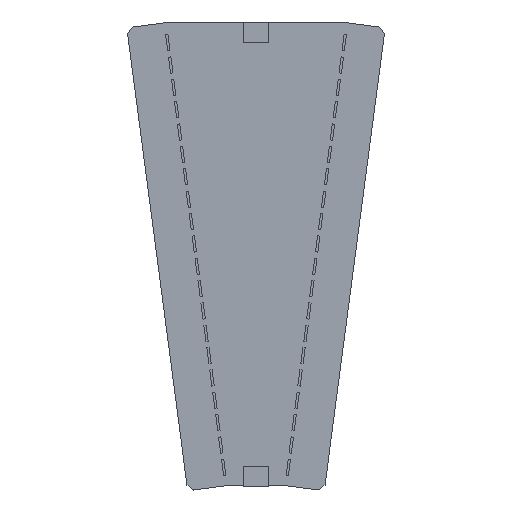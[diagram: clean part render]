
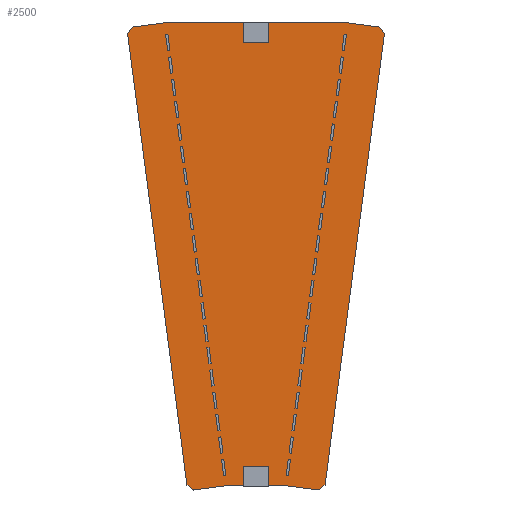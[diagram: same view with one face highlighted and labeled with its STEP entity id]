
A CAD part, top view. The second image highlights one B-rep face of the part: STEP entity #2500.
In plain terms, the highlighted planar face has unit normal (0, 0, 1).
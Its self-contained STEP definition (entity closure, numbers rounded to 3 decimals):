
#156=FACE_OUTER_BOUND('',#266,.T.);
#266=EDGE_LOOP('',(#2091,#2092,#2093,#2094,#2095,#2096,#2097,#2098,#2099,
#2100,#2101,#2102));
#483=LINE('',#3807,#876);
#487=LINE('',#3815,#880);
#490=LINE('',#3821,#883);
#493=LINE('',#3827,#886);
#496=LINE('',#3833,#889);
#499=LINE('',#3839,#892);
#502=LINE('',#3845,#895);
#505=LINE('',#3851,#898);
#508=LINE('',#3857,#901);
#511=LINE('',#3863,#904);
#514=LINE('',#3869,#907);
#517=LINE('',#3874,#910);
#876=VECTOR('',#3072,1.);
#880=VECTOR('',#3078,1.);
#883=VECTOR('',#3083,1.);
#886=VECTOR('',#3088,1.);
#889=VECTOR('',#3093,1.);
#892=VECTOR('',#3098,1.);
#895=VECTOR('',#3103,1.);
#898=VECTOR('',#3108,1.);
#901=VECTOR('',#3113,1.);
#904=VECTOR('',#3118,1.);
#907=VECTOR('',#3123,1.);
#910=VECTOR('',#3128,1.);
#1269=VERTEX_POINT('',#3805);
#1270=VERTEX_POINT('',#3806);
#1273=VERTEX_POINT('',#3814);
#1275=VERTEX_POINT('',#3820);
#1277=VERTEX_POINT('',#3826);
#1279=VERTEX_POINT('',#3832);
#1281=VERTEX_POINT('',#3838);
#1283=VERTEX_POINT('',#3844);
#1285=VERTEX_POINT('',#3850);
#1287=VERTEX_POINT('',#3856);
#1289=VERTEX_POINT('',#3862);
#1291=VERTEX_POINT('',#3868);
#1638=EDGE_CURVE('',#1269,#1270,#483,.T.);
#1642=EDGE_CURVE('',#1273,#1269,#487,.T.);
#1645=EDGE_CURVE('',#1275,#1273,#490,.T.);
#1648=EDGE_CURVE('',#1277,#1275,#493,.T.);
#1651=EDGE_CURVE('',#1279,#1277,#496,.T.);
#1654=EDGE_CURVE('',#1281,#1279,#499,.T.);
#1657=EDGE_CURVE('',#1283,#1281,#502,.T.);
#1660=EDGE_CURVE('',#1285,#1283,#505,.T.);
#1663=EDGE_CURVE('',#1287,#1285,#508,.T.);
#1666=EDGE_CURVE('',#1289,#1287,#511,.T.);
#1669=EDGE_CURVE('',#1291,#1289,#514,.T.);
#1672=EDGE_CURVE('',#1270,#1291,#517,.T.);
#2091=ORIENTED_EDGE('',*,*,#1672,.F.);
#2092=ORIENTED_EDGE('',*,*,#1638,.F.);
#2093=ORIENTED_EDGE('',*,*,#1642,.F.);
#2094=ORIENTED_EDGE('',*,*,#1645,.F.);
#2095=ORIENTED_EDGE('',*,*,#1648,.F.);
#2096=ORIENTED_EDGE('',*,*,#1651,.F.);
#2097=ORIENTED_EDGE('',*,*,#1654,.F.);
#2098=ORIENTED_EDGE('',*,*,#1657,.F.);
#2099=ORIENTED_EDGE('',*,*,#1660,.F.);
#2100=ORIENTED_EDGE('',*,*,#1663,.F.);
#2101=ORIENTED_EDGE('',*,*,#1666,.F.);
#2102=ORIENTED_EDGE('',*,*,#1669,.F.);
#2390=PLANE('',#2771);
#2500=ADVANCED_FACE('',(#156),#2390,.T.);
#2771=AXIS2_PLACEMENT_3D('',#3877,#3132,#3133);
#3072=DIRECTION('',(0.991,-0.131,0.));
#3078=DIRECTION('',(1.,0.,0.));
#3083=DIRECTION('',(0.991,0.131,0.));
#3088=DIRECTION('',(0.609,0.793,0.));
#3093=DIRECTION('',(-0.131,0.991,0.));
#3098=DIRECTION('',(-0.793,0.609,0.));
#3103=DIRECTION('',(-0.991,-0.131,0.));
#3108=DIRECTION('',(-1.,0.,0.));
#3113=DIRECTION('',(-0.991,0.131,0.));
#3118=DIRECTION('',(-0.793,-0.609,0.));
#3123=DIRECTION('',(-0.131,-0.991,0.));
#3128=DIRECTION('',(0.609,-0.793,0.));
#3132=DIRECTION('center_axis',(0.,0.,1.));
#3133=DIRECTION('ref_axis',(-1.,0.,0.));
#3805=CARTESIAN_POINT('',(181.287,392.688,10.277));
#3806=CARTESIAN_POINT('',(209.048,389.034,10.277));
#3807=CARTESIAN_POINT('',(181.287,392.688,10.277));
#3814=CARTESIAN_POINT('',(22.597,392.688,10.277));
#3815=CARTESIAN_POINT('',(22.597,392.688,10.277));
#3820=CARTESIAN_POINT('',(-5.164,389.034,10.277));
#3821=CARTESIAN_POINT('',(-5.164,389.034,10.277));
#3826=CARTESIAN_POINT('',(-9.468,383.424,10.277));
#3827=CARTESIAN_POINT('',(-9.468,383.424,10.277));
#3832=CARTESIAN_POINT('',(42.072,-8.062,10.277));
#3833=CARTESIAN_POINT('',(42.072,-8.062,10.277));
#3838=CARTESIAN_POINT('',(47.682,-12.366,10.277));
#3839=CARTESIAN_POINT('',(47.682,-12.366,10.277));
#3844=CARTESIAN_POINT('',(75.442,-8.712,10.277));
#3845=CARTESIAN_POINT('',(75.442,-8.712,10.277));
#3850=CARTESIAN_POINT('',(128.442,-8.712,10.277));
#3851=CARTESIAN_POINT('',(128.442,-8.712,10.277));
#3856=CARTESIAN_POINT('',(156.202,-12.366,10.277));
#3857=CARTESIAN_POINT('',(156.202,-12.366,10.277));
#3862=CARTESIAN_POINT('',(161.812,-8.062,10.277));
#3863=CARTESIAN_POINT('',(161.812,-8.062,10.277));
#3868=CARTESIAN_POINT('',(213.352,383.424,10.277));
#3869=CARTESIAN_POINT('',(213.352,383.424,10.277));
#3874=CARTESIAN_POINT('',(209.048,389.034,10.277));
#3877=CARTESIAN_POINT('Origin',(101.942,207.31,10.277));
